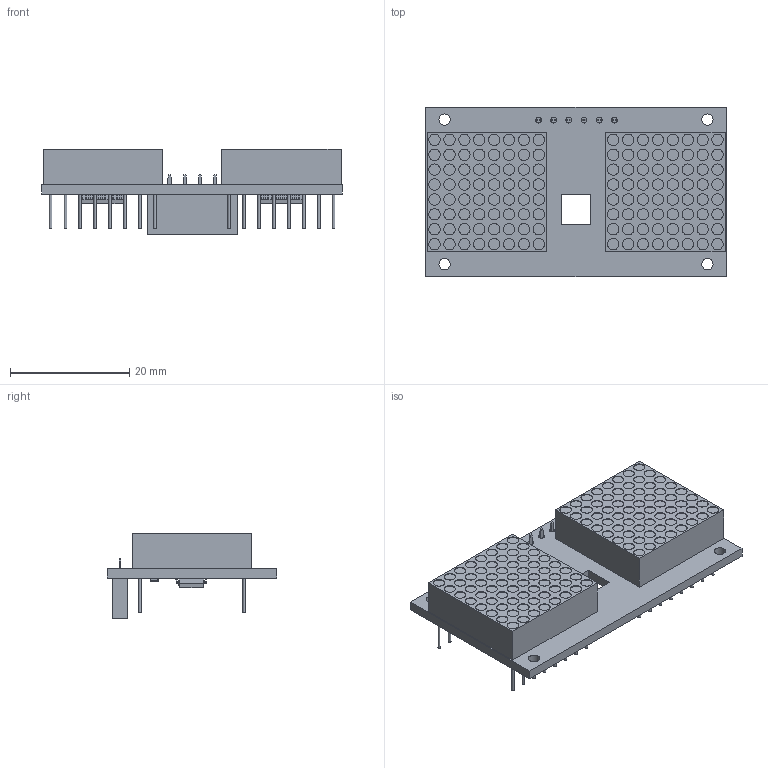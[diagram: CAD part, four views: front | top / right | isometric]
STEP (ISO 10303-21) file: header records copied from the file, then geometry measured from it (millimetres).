
FILE_DESCRIPTION(('KiCad electronic assembly'),'2;1');
FILE_NAME('VisorPlate20.step','2023-04-12T12:43:03',('Pcbnew'),('Kicad') ,'Open CASCADE STEP processor 7.6','KiCad to STEP converter','Unknown' );
FILE_SCHEMA(('AUTOMOTIVE_DESIGN { 1 0 10303 214 1 1 1 1 }'));
Length unit declared in the file: millimetre
Products named in the file (10): VisorPlate20 1; KWM-20882XBA v2; SOLID; PinSocket_1x06_P2.54mm_Vertical; HTSSOP-24-1EP_4.4x7.8mm_P0.65mm_EP3.4x7.8mm_Mask2.4x4.68mm; R_0805_2012Metric; _autosave-VisorPlate2.0 PCB
Assembly tree (12 placements, depth 3):
  VisorPlate20 1
    KWM-20882XBA v2  x2
      SOLID
    PinSocket_1x06_P2.54mm_Vertical
      SOLID
    HTSSOP-24-1EP_4.4x7.8mm_P0.65mm_EP3.4x7.8mm_Mask2.4x4.68mm  x2
      SOLID
    R_0805_2012Metric  x2
      SOLID
    _autosave-VisorPlate2.0 PCB
Bounding box: 50.4 x 28.4 x 14.4 mm (x, y, z)
Volume: 7283.3 mm3; surface area: 6918.3 mm2
Topology: 8 solids, 8 shells, 1434 faces, 3436 edges, 2200 vertices
Faces by surface type: plane 926, cylinder 412, bspline 96
Full cylindrical faces by diameter (mm): 0.4 x2, 0.45 x32, 0.762 x32, 1 x6, 1.9 x132
Entity records: 57031 total; most frequent: CARTESIAN_POINT 10175, DIRECTION 7805, LINE 5079, VECTOR 5079, ORIENTED_EDGE 4090, PCURVE 4090, DEFINITIONAL_REPRESENTATION 4090, EDGE_CURVE 2045
